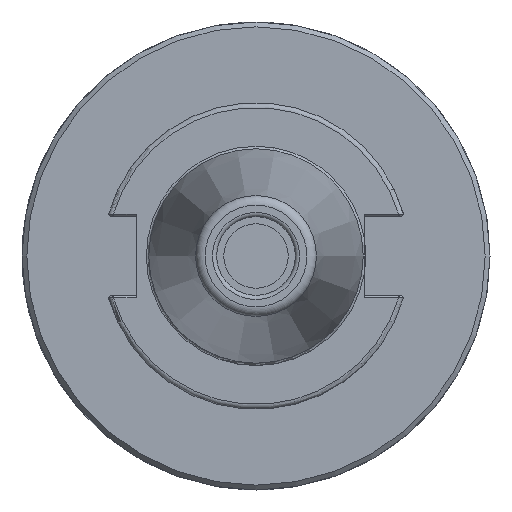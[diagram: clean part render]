
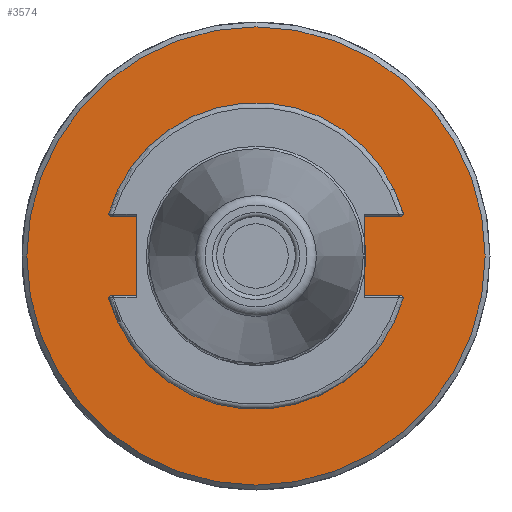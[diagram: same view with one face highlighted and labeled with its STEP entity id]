
A CAD part, left-side view. The second image highlights one B-rep face of the part: STEP entity #3574.
In plain terms, the highlighted planar face has unit normal (-1, 0, 0).
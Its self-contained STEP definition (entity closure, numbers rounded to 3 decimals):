
#154=FACE_BOUND('',#604,.T.);
#218=CIRCLE('',#3859,22.725);
#219=CIRCLE('',#3860,22.725);
#220=CIRCLE('',#3862,47.5);
#221=CIRCLE('',#3863,47.5);
#383=FACE_OUTER_BOUND('',#603,.T.);
#603=EDGE_LOOP('',(#2481,#2482));
#604=EDGE_LOOP('',(#2483,#2484));
#1492=VERTEX_POINT('',#5429);
#1493=VERTEX_POINT('',#5431);
#1494=VERTEX_POINT('',#5435);
#1495=VERTEX_POINT('',#5436);
#1871=EDGE_CURVE('',#1493,#1492,#218,.T.);
#1872=EDGE_CURVE('',#1492,#1493,#219,.T.);
#1873=EDGE_CURVE('',#1494,#1495,#220,.T.);
#1874=EDGE_CURVE('',#1495,#1494,#221,.T.);
#2481=ORIENTED_EDGE('',*,*,#1873,.F.);
#2482=ORIENTED_EDGE('',*,*,#1874,.F.);
#2483=ORIENTED_EDGE('',*,*,#1871,.T.);
#2484=ORIENTED_EDGE('',*,*,#1872,.T.);
#3428=PLANE('',#3861);
#3574=ADVANCED_FACE('',(#383,#154),#3428,.T.);
#3859=AXIS2_PLACEMENT_3D('',#5432,#4351,#4352);
#3860=AXIS2_PLACEMENT_3D('',#5433,#4353,#4354);
#3861=AXIS2_PLACEMENT_3D('',#5434,#4355,#4356);
#3862=AXIS2_PLACEMENT_3D('',#5437,#4357,#4358);
#3863=AXIS2_PLACEMENT_3D('',#5438,#4359,#4360);
#4351=DIRECTION('center_axis',(1.,0.,0.));
#4352=DIRECTION('ref_axis',(0.,0.,-1.));
#4353=DIRECTION('center_axis',(1.,0.,0.));
#4354=DIRECTION('ref_axis',(0.,0.,-1.));
#4355=DIRECTION('center_axis',(-1.,0.,0.));
#4356=DIRECTION('ref_axis',(0.,0.,1.));
#4357=DIRECTION('center_axis',(1.,0.,0.));
#4358=DIRECTION('ref_axis',(0.,0.,-1.));
#4359=DIRECTION('center_axis',(1.,0.,0.));
#4360=DIRECTION('ref_axis',(0.,0.,-1.));
#5429=CARTESIAN_POINT('',(34.995,0.,22.725));
#5431=CARTESIAN_POINT('',(34.995,22.725,0.));
#5432=CARTESIAN_POINT('Origin',(34.995,0.,0.));
#5433=CARTESIAN_POINT('Origin',(34.995,0.,0.));
#5434=CARTESIAN_POINT('Origin',(34.995,47.5,0.));
#5435=CARTESIAN_POINT('',(34.995,47.5,0.));
#5436=CARTESIAN_POINT('',(34.995,-47.5,0.));
#5437=CARTESIAN_POINT('Origin',(34.995,0.,0.));
#5438=CARTESIAN_POINT('Origin',(34.995,0.,0.));
